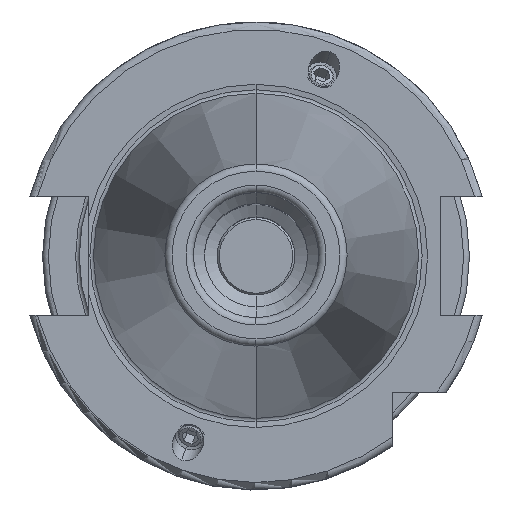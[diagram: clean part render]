
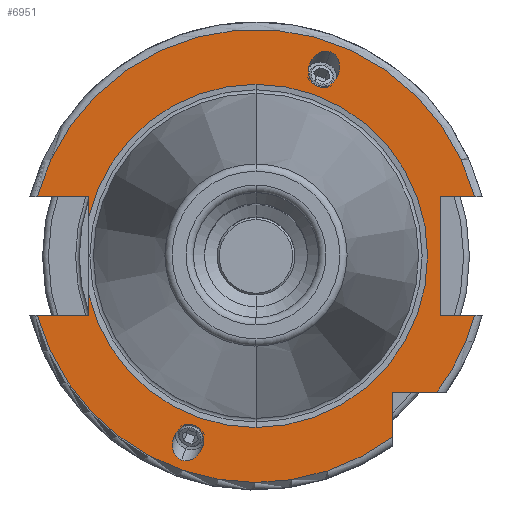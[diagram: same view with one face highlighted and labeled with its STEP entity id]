
A CAD part, top view. The second image highlights one B-rep face of the part: STEP entity #6951.
In plain terms, the highlighted planar face has unit normal (0, 0, 1).
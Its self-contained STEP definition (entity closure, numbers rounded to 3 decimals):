
#1405=DIRECTION('',(1,0,0));
#1406=VECTOR('',#1405,7.004);
#1407=CARTESIAN_POINT('',(-29.704,-8.05,18.1));
#1408=LINE('',#1407,#1406);
#1409=DIRECTION('',(0,1,0));
#1410=VECTOR('',#1409,2.753);
#1411=CARTESIAN_POINT('',(-22.7,-8.05,18.1));
#1412=LINE('',#1411,#1410);
#1413=DIRECTION('',(0,1,0));
#1414=VECTOR('',#1413,2.753);
#1415=CARTESIAN_POINT('',(-22.7,5.297,18.1));
#1416=LINE('',#1415,#1414);
#1417=DIRECTION('',(1,0,0));
#1418=VECTOR('',#1417,7.004);
#1419=CARTESIAN_POINT('',(-29.704,8.05,18.1));
#1420=LINE('',#1419,#1418);
#1421=DIRECTION('',(-1,0,0));
#1422=VECTOR('',#1421,4.704);
#1423=CARTESIAN_POINT('',(29.704,8.05,18.1));
#1424=LINE('',#1423,#1422);
#1425=DIRECTION('',(0,-1,0));
#1426=VECTOR('',#1425,16.1);
#1427=CARTESIAN_POINT('',(25,8.05,18.1));
#1428=LINE('',#1427,#1426);
#1429=DIRECTION('',(-1,0,0));
#1430=VECTOR('',#1429,4.704);
#1431=CARTESIAN_POINT('',(29.704,-8.05,18.1));
#1432=LINE('',#1431,#1430);
#1433=CARTESIAN_POINT('',(0,0,18.1));
#1434=DIRECTION('',(0,0,1));
#1435=DIRECTION('',(0.799,-0.601,0));
#1436=AXIS2_PLACEMENT_3D('',#1433,#1434,#1435);
#1438=DIRECTION('',(-1,0,0));
#1439=VECTOR('',#1438,6.094);
#1440=CARTESIAN_POINT('',(24.594,-18.5,18.1));
#1441=LINE('',#1440,#1439);
#1442=DIRECTION('',(0,1,0));
#1443=VECTOR('',#1442,6.094);
#1444=CARTESIAN_POINT('',(18.5,-24.594,18.1));
#1445=LINE('',#1444,#1443);
#1446=CARTESIAN_POINT('',(10.09,27.723,18.1));
#1447=CARTESIAN_POINT('',(9.863,27.806,18.1));
#1448=CARTESIAN_POINT('',(9.337,27.884,18.1));
#1449=CARTESIAN_POINT('',(8.455,27.594,18.1));
#1450=CARTESIAN_POINT('',(7.834,27.033,18.1));
#1451=CARTESIAN_POINT('',(7.483,26.49,18.1));
#1452=CARTESIAN_POINT('',(7.298,26.077,18.1));
#1453=CARTESIAN_POINT('',(7.174,25.641,18.1));
#1454=CARTESIAN_POINT('',(7.094,25.,18.1));
#1455=CARTESIAN_POINT('',(7.208,24.17,18.1));
#1456=CARTESIAN_POINT('',(7.698,23.381,18.1));
#1457=CARTESIAN_POINT('',(8.152,23.103,18.1));
#1458=CARTESIAN_POINT('',(8.379,23.02,18.1));
#1460=CARTESIAN_POINT('',(8.379,23.02,18.1));
#1461=CARTESIAN_POINT('',(8.606,22.937,18.1));
#1462=CARTESIAN_POINT('',(9.133,22.859,18.1));
#1463=CARTESIAN_POINT('',(10.014,23.149,18.1));
#1464=CARTESIAN_POINT('',(10.635,23.711,18.1));
#1465=CARTESIAN_POINT('',(10.986,24.253,18.1));
#1466=CARTESIAN_POINT('',(11.171,24.667,18.1));
#1467=CARTESIAN_POINT('',(11.295,25.103,18.1));
#1468=CARTESIAN_POINT('',(11.375,25.744,18.1));
#1469=CARTESIAN_POINT('',(11.261,26.573,18.1));
#1470=CARTESIAN_POINT('',(10.771,27.362,18.1));
#1471=CARTESIAN_POINT('',(10.318,27.641,18.1));
#1472=CARTESIAN_POINT('',(10.09,27.723,18.1));
#1474=CARTESIAN_POINT('',(-10.09,-27.723,18.1));
#1475=CARTESIAN_POINT('',(-10.318,-27.641,18.1));
#1476=CARTESIAN_POINT('',(-10.771,-27.362,18.1));
#1477=CARTESIAN_POINT('',(-11.261,-26.573,18.1));
#1478=CARTESIAN_POINT('',(-11.375,-25.744,18.1));
#1479=CARTESIAN_POINT('',(-11.295,-25.103,18.1));
#1480=CARTESIAN_POINT('',(-11.171,-24.667,18.1));
#1481=CARTESIAN_POINT('',(-10.986,-24.253,18.1));
#1482=CARTESIAN_POINT('',(-10.635,-23.711,18.1));
#1483=CARTESIAN_POINT('',(-10.014,-23.149,18.1));
#1484=CARTESIAN_POINT('',(-9.133,-22.859,18.1));
#1485=CARTESIAN_POINT('',(-8.606,-22.937,18.1));
#1486=CARTESIAN_POINT('',(-8.379,-23.02,18.1));
#1488=CARTESIAN_POINT('',(-8.379,-23.02,18.1));
#1489=CARTESIAN_POINT('',(-8.152,-23.103,18.1));
#1490=CARTESIAN_POINT('',(-7.698,-23.381,18.1));
#1491=CARTESIAN_POINT('',(-7.208,-24.17,18.1));
#1492=CARTESIAN_POINT('',(-7.094,-25.,18.1));
#1493=CARTESIAN_POINT('',(-7.174,-25.641,18.1));
#1494=CARTESIAN_POINT('',(-7.298,-26.077,18.1));
#1495=CARTESIAN_POINT('',(-7.483,-26.49,18.1));
#1496=CARTESIAN_POINT('',(-7.834,-27.033,18.1));
#1497=CARTESIAN_POINT('',(-8.455,-27.594,18.1));
#1498=CARTESIAN_POINT('',(-9.337,-27.884,18.1));
#1499=CARTESIAN_POINT('',(-9.863,-27.806,18.1));
#1500=CARTESIAN_POINT('',(-10.09,-27.723,18.1));
#1510=CARTESIAN_POINT('',(0,0,18.1));
#1511=DIRECTION('',(0,0,1));
#1512=DIRECTION('',(0,1,0));
#1513=AXIS2_PLACEMENT_3D('',#1510,#1511,#1512);
#1523=CARTESIAN_POINT('',(0,0,18.1));
#1524=DIRECTION('',(0,0,1));
#1525=DIRECTION('',(-0.974,-0.227,0));
#1526=AXIS2_PLACEMENT_3D('',#1523,#1524,#1525);
#1528=CARTESIAN_POINT('',(0,0,18.1));
#1529=DIRECTION('',(0,0,-1));
#1530=DIRECTION('',(0,1,0));
#1531=AXIS2_PLACEMENT_3D('',#1528,#1529,#1530);
#4087=CARTESIAN_POINT('',(0,0,18.1));
#4088=DIRECTION('',(0,0,1));
#4089=DIRECTION('',(0.965,0.262,0));
#4090=AXIS2_PLACEMENT_3D('',#4087,#4088,#4089);
#4138=CARTESIAN_POINT('',(0,0,18.1));
#4139=DIRECTION('',(0,0,1));
#4140=DIRECTION('',(-0.965,-0.262,0));
#4141=AXIS2_PLACEMENT_3D('',#4138,#4139,#4140);
#4708=CARTESIAN_POINT('',(-29.704,-8.05,18.1));
#4709=CARTESIAN_POINT('',(-22.7,-8.05,18.1));
#4710=VERTEX_POINT('',#4708);
#4711=VERTEX_POINT('',#4709);
#4712=CARTESIAN_POINT('',(-22.7,-5.297,18.1));
#4713=VERTEX_POINT('',#4712);
#4714=CARTESIAN_POINT('',(-22.7,5.297,18.1));
#4715=CARTESIAN_POINT('',(-22.7,8.05,18.1));
#4716=VERTEX_POINT('',#4714);
#4717=VERTEX_POINT('',#4715);
#4718=CARTESIAN_POINT('',(-29.704,8.05,18.1));
#4719=VERTEX_POINT('',#4718);
#4720=CARTESIAN_POINT('',(25,8.05,18.1));
#4721=CARTESIAN_POINT('',(25,-8.05,18.1));
#4722=VERTEX_POINT('',#4720);
#4723=VERTEX_POINT('',#4721);
#4724=CARTESIAN_POINT('',(29.704,-8.05,18.1));
#4725=VERTEX_POINT('',#4724);
#4726=CARTESIAN_POINT('',(29.704,8.05,18.1));
#4727=VERTEX_POINT('',#4726);
#4728=CARTESIAN_POINT('',(18.5,-24.594,18.1));
#4729=CARTESIAN_POINT('',(18.5,-18.5,18.1));
#4730=VERTEX_POINT('',#4728);
#4731=VERTEX_POINT('',#4729);
#4732=CARTESIAN_POINT('',(24.594,-18.5,18.1));
#4733=VERTEX_POINT('',#4732);
#4786=VERTEX_POINT('',#1446);
#4787=VERTEX_POINT('',#1458);
#4831=CARTESIAN_POINT('',(-10.09,-27.723,18.1));
#4833=VERTEX_POINT('',#4831);
#4834=CARTESIAN_POINT('',(-8.379,-23.02,18.1));
#4835=VERTEX_POINT('',#4834);
#4876=CARTESIAN_POINT('',(0,23.31,18.1));
#4877=VERTEX_POINT('',#4876);
#4878=CARTESIAN_POINT('',(0,-23.31,18.1));
#4879=VERTEX_POINT('',#4878);
#6911=CARTESIAN_POINT('',(0,0,18.1));
#6912=DIRECTION('',(0,0,-1));
#6913=DIRECTION('',(0,-1,0));
#6914=AXIS2_PLACEMENT_3D('',#6911,#6912,#6913);
#6915=PLANE('',#6914);
#6916=ORIENTED_EDGE('',*,*,#5918,.T.);
#6917=ORIENTED_EDGE('',*,*,#5968,.T.);
#6919=ORIENTED_EDGE('',*,*,#6918,.T.);
#6921=ORIENTED_EDGE('',*,*,#6920,.F.);
#6923=ORIENTED_EDGE('',*,*,#6922,.T.);
#6924=ORIENTED_EDGE('',*,*,#5964,.T.);
#6925=ORIENTED_EDGE('',*,*,#6028,.F.);
#6927=ORIENTED_EDGE('',*,*,#6926,.F.);
#6928=ORIENTED_EDGE('',*,*,#6744,.T.);
#6929=ORIENTED_EDGE('',*,*,#6774,.T.);
#6930=ORIENTED_EDGE('',*,*,#6111,.F.);
#6932=ORIENTED_EDGE('',*,*,#6931,.F.);
#6933=ORIENTED_EDGE('',*,*,#6168,.T.);
#6934=ORIENTED_EDGE('',*,*,#6235,.F.);
#6936=ORIENTED_EDGE('',*,*,#6935,.F.);
#6937=EDGE_LOOP('',(#6916,#6917,#6919,#6921,#6923,#6924,#6925,#6927,#6928,#6929,
#6930,#6932,#6933,#6934,#6936));
#6938=FACE_OUTER_BOUND('',#6937,.F.);
#6940=ORIENTED_EDGE('',*,*,#6939,.T.);
#6942=ORIENTED_EDGE('',*,*,#6941,.T.);
#6943=EDGE_LOOP('',(#6940,#6942));
#6944=FACE_BOUND('',#6943,.F.);
#6946=ORIENTED_EDGE('',*,*,#6945,.F.);
#6948=ORIENTED_EDGE('',*,*,#6947,.F.);
#6949=EDGE_LOOP('',(#6946,#6948));
#6950=FACE_BOUND('',#6949,.F.);
#6951=ADVANCED_FACE('',(#6938,#6944,#6950),#6915,.F.);
#1437=CIRCLE('',#1436,30.775);
#1459=B_SPLINE_CURVE_WITH_KNOTS('',3,(#1446,#1447,#1448,#1449,#1450,#1451,#1452,
#1453,#1454,#1455,#1456,#1457,#1458),.UNSPECIFIED.,.F.,.F.,(4,1,1,1,1,1,1,1,1,1,
4),(0,0.125,0.25,0.375,0.438,0.5,0.563,0.625,0.75,0.875,
1.0),.UNSPECIFIED.);
#1473=B_SPLINE_CURVE_WITH_KNOTS('',3,(#1460,#1461,#1462,#1463,#1464,#1465,#1466,
#1467,#1468,#1469,#1470,#1471,#1472),.UNSPECIFIED.,.F.,.F.,(4,1,1,1,1,1,1,1,1,1,
4),(0,0.125,0.25,0.375,0.438,0.5,0.563,0.625,0.75,0.875,
1.0),.UNSPECIFIED.);
#1487=B_SPLINE_CURVE_WITH_KNOTS('',3,(#1474,#1475,#1476,#1477,#1478,#1479,#1480,
#1481,#1482,#1483,#1484,#1485,#1486),.UNSPECIFIED.,.F.,.F.,(4,1,1,1,1,1,1,1,1,1,
4),(0,0.125,0.25,0.375,0.438,0.5,0.563,0.625,0.75,0.875,
1.0),.UNSPECIFIED.);
#1501=B_SPLINE_CURVE_WITH_KNOTS('',3,(#1488,#1489,#1490,#1491,#1492,#1493,#1494,
#1495,#1496,#1497,#1498,#1499,#1500),.UNSPECIFIED.,.F.,.F.,(4,1,1,1,1,1,1,1,1,1,
4),(0,0.125,0.25,0.375,0.438,0.5,0.563,0.625,0.75,0.875,
1.0),.UNSPECIFIED.);
#1514=CIRCLE('',#1513,23.31);
#1527=CIRCLE('',#1526,23.31);
#1532=CIRCLE('',#1531,23.31);
#4091=CIRCLE('',#4090,30.775);
#4142=CIRCLE('',#4141,30.775);
#5918=EDGE_CURVE('',#4710,#4711,#1408,.T.);
#5964=EDGE_CURVE('',#4716,#4717,#1416,.T.);
#5968=EDGE_CURVE('',#4711,#4713,#1412,.T.);
#6028=EDGE_CURVE('',#4719,#4717,#1420,.T.);
#6111=EDGE_CURVE('',#4725,#4723,#1432,.T.);
#6168=EDGE_CURVE('',#4733,#4731,#1441,.T.);
#6235=EDGE_CURVE('',#4730,#4731,#1445,.T.);
#6744=EDGE_CURVE('',#4727,#4722,#1424,.T.);
#6774=EDGE_CURVE('',#4722,#4723,#1428,.T.);
#6918=EDGE_CURVE('',#4713,#4879,#1527,.T.);
#6920=EDGE_CURVE('',#4877,#4879,#1532,.T.);
#6922=EDGE_CURVE('',#4877,#4716,#1514,.T.);
#6926=EDGE_CURVE('',#4727,#4719,#4091,.T.);
#6931=EDGE_CURVE('',#4733,#4725,#1437,.T.);
#6935=EDGE_CURVE('',#4710,#4730,#4142,.T.);
#6939=EDGE_CURVE('',#4786,#4787,#1459,.T.);
#6941=EDGE_CURVE('',#4787,#4786,#1473,.T.);
#6945=EDGE_CURVE('',#4833,#4835,#1487,.T.);
#6947=EDGE_CURVE('',#4835,#4833,#1501,.T.);
